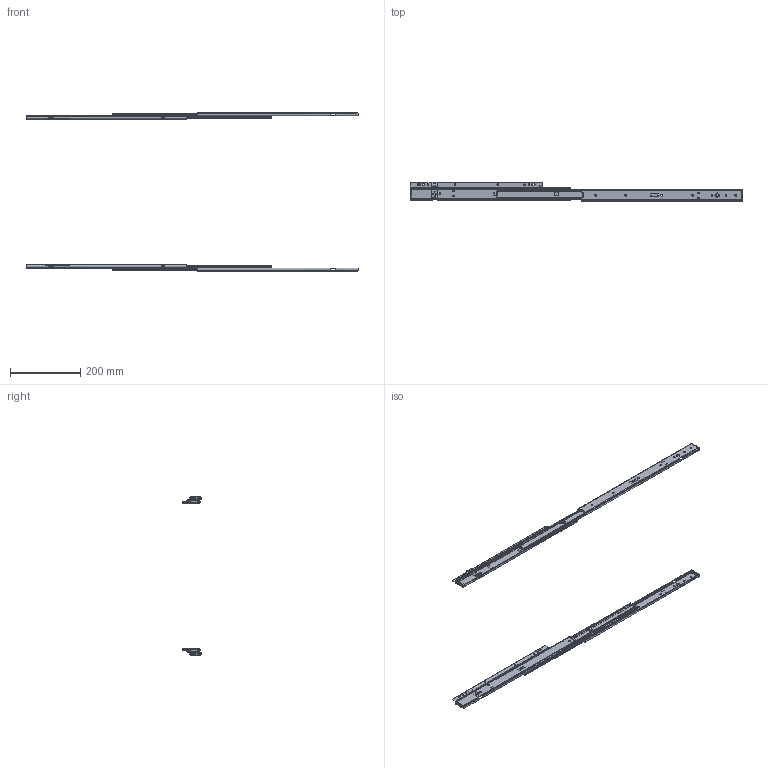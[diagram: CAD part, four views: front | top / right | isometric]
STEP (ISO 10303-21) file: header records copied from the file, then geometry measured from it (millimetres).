
FILE_DESCRIPTION (( 'STEP AP203' ), '1' );
FILE_NAME ('U33-18L R.STEP', '2021-05-24T05:32:20', ( '' ), ( '' ), 'SwSTEP 2.0', 'SolidWorks 2019', '' );
FILE_SCHEMA (( 'CONFIG_CONTROL_DESIGN' ));
Length unit declared in the file: millimetre
Products named in the file (13): U33-18Lキャビ側OM; U33-18Rキャビ側IM; U33-18Rキャビ側OM; U33-18Rドロ側IM; U33-18Lドロ側IM; U33-18Rドロ側OM; PN4; PN26; PN41-2; U33-18Lキャビ側IM; U33-18Lドロ側OM; PN101リベット; U33-18L R
Assembly tree (20 placements, depth 2):
  U33-18L R
    U33-18Lキャビ側OM
    PN26  x4
    U33-18Lキャビ側IM
    U33-18Lドロ側IM
    U33-18Lドロ側OM
    PN101リベット  x4
    PN4  x2
    PN41-2  x2
    U33-18Rキャビ側OM
    U33-18Rキャビ側IM
    U33-18Rドロ側IM
    U33-18Rドロ側OM
Bounding box: 943 x 54.75 x 450 mm (x, y, z)
Volume: 235193 mm3; surface area: 344971.9 mm2
Topology: 20 solids, 20 shells, 1092 faces, 3100 edges, 2036 vertices
Faces by surface type: plane 634, cylinder 432, bspline 20, torus 6
Entity records: 33374 total; most frequent: CARTESIAN_POINT 6660, ORIENTED_EDGE 5410, DIRECTION 5115, EDGE_CURVE 2705, VERTEX_POINT 1778, LINE 1769, VECTOR 1769, AXIS2_PLACEMENT_3D 1673
